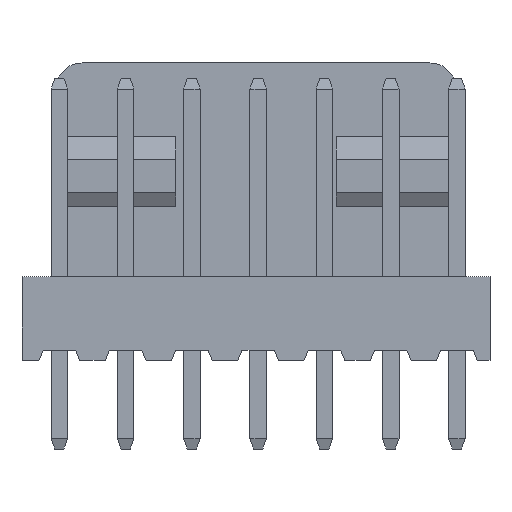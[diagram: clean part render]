
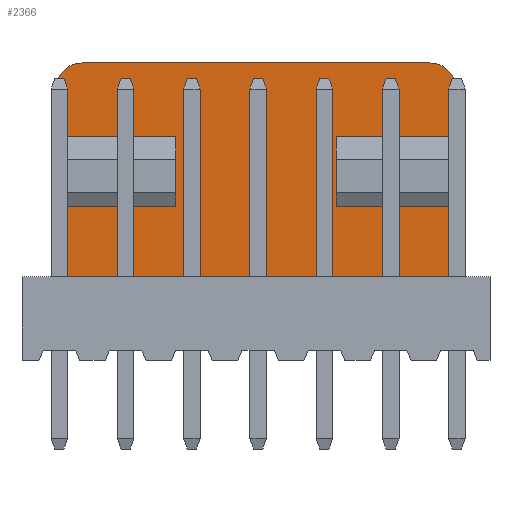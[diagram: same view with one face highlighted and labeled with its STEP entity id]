
A CAD part, top view. The second image highlights one B-rep face of the part: STEP entity #2366.
In plain terms, the highlighted planar face has unit normal (0, 0, 1).
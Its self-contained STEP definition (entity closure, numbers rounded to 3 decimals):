
#425 = CARTESIAN_POINT ( 'NONE',  ( 34.343, 52.751, -4.64 ) ) ;
#426 = DIRECTION ( 'NONE',  ( 0., 0., 1. ) ) ;
#427 = DIRECTION ( 'NONE',  ( 1., 0., 0. ) ) ;
#462 = CARTESIAN_POINT ( 'NONE',  ( 18.703, 48.254, -4.64 ) ) ;
#464 = DIRECTION ( 'NONE',  ( 1., 0., 0. ) ) ;
#484 = CARTESIAN_POINT ( 'NONE',  ( 18.703, 50.926, -4.64 ) ) ;
#485 = DIRECTION ( 'NONE',  ( 1., 0., 0. ) ) ;
#496 = CARTESIAN_POINT ( 'NONE',  ( 18.703, 48.254, -4.64 ) ) ;
#498 = DIRECTION ( 'NONE',  ( 1., 0., 0. ) ) ;
#500 = CARTESIAN_POINT ( 'NONE',  ( 18.703, 53.751, -4.64 ) ) ;
#503 = DIRECTION ( 'NONE',  ( 0., 1., 0. ) ) ;
#509 = CARTESIAN_POINT ( 'NONE',  ( 20.003, 53.751, -4.64 ) ) ;
#511 = DIRECTION ( 'NONE',  ( 1., 0., 0. ) ) ;
#512 = CARTESIAN_POINT ( 'NONE',  ( 18.703, 50.926, -4.64 ) ) ;
#513 = DIRECTION ( 'NONE',  ( 1., 0., 0. ) ) ;
#520 = CARTESIAN_POINT ( 'NONE',  ( 21.003, 52.751, -4.64 ) ) ;
#521 = DIRECTION ( 'NONE',  ( 0., 0., 1. ) ) ;
#522 = DIRECTION ( 'NONE',  ( 1., 0., 0. ) ) ;
#523 = CARTESIAN_POINT ( 'NONE',  ( 24.603, 39.377, -4.64 ) ) ;
#524 = DIRECTION ( 'NONE',  ( 0., 1., 0. ) ) ;
#531 = CARTESIAN_POINT ( 'NONE',  ( 35.343, 48.254, -4.64 ) ) ;
#532 = DIRECTION ( 'NONE',  ( 0., -1., 0. ) ) ;
#543 = CARTESIAN_POINT ( 'NONE',  ( 18.703, 45.547, -4.64 ) ) ;
#544 = DIRECTION ( 'NONE',  ( 1., 0., 0. ) ) ;
#547 = CARTESIAN_POINT ( 'NONE',  ( 20.003, 48.254, -4.64 ) ) ;
#548 = DIRECTION ( 'NONE',  ( 0., 1., 0. ) ) ;
#557 = CARTESIAN_POINT ( 'NONE',  ( 35.343, 53.751, -4.64 ) ) ;
#558 = DIRECTION ( 'NONE',  ( 0., -1., 0. ) ) ;
#559 = CARTESIAN_POINT ( 'NONE',  ( 30.743, 39.377, -4.64 ) ) ;
#560 = DIRECTION ( 'NONE',  ( 0., 1., 0. ) ) ;
#1036 = CARTESIAN_POINT ( 'NONE',  ( 34.343, 53.751, -4.64 ) ) ;
#1041 = LINE ( 'NONE', #484, #1042 ) ;
#1042 = VECTOR ( 'NONE', #485, 1000. ) ;
#1051 = LINE ( 'NONE', #496, #1054 ) ;
#1054 = VECTOR ( 'NONE', #498, 1000. ) ;
#1060 = LINE ( 'NONE', #500, #1069 ) ;
#1068 = LINE ( 'NONE', #512, #1071 ) ;
#1069 = VECTOR ( 'NONE', #511, 1000. ) ;
#1071 = VECTOR ( 'NONE', #513, 1000. ) ;
#1074 = CIRCLE ( 'NONE', #1460, 1. ) ;
#1076 = LINE ( 'NONE', #509, #1078 ) ;
#1077 = LINE ( 'NONE', #523, #1080 ) ;
#1078 = VECTOR ( 'NONE', #503, 1000. ) ;
#1080 = VECTOR ( 'NONE', #524, 1000. ) ;
#1085 = LINE ( 'NONE', #531, #1088 ) ;
#1088 = VECTOR ( 'NONE', #532, 1000. ) ;
#1097 = LINE ( 'NONE', #543, #1100 ) ;
#1100 = VECTOR ( 'NONE', #544, 1000. ) ;
#1101 = LINE ( 'NONE', #547, #1104 ) ;
#1104 = VECTOR ( 'NONE', #548, 1000. ) ;
#1111 = LINE ( 'NONE', #557, #1114 ) ;
#1113 = LINE ( 'NONE', #559, #1116 ) ;
#1114 = VECTOR ( 'NONE', #558, 1000. ) ;
#1116 = VECTOR ( 'NONE', #560, 1000. ) ;
#1459 = AXIS2_PLACEMENT_3D ( 'NONE', #425, #426, #427 ) ;
#1460 = AXIS2_PLACEMENT_3D ( 'NONE', #520, #521, #522 ) ;
#1627 = FACE_OUTER_BOUND ( 'NONE', #3298, .T. ) ;
#2076 = CIRCLE ( 'NONE', #1459, 1. ) ;
#2123 = LINE ( 'NONE', #462, #2126 ) ;
#2126 = VECTOR ( 'NONE', #464, 1000. ) ;
#2167 = ORIENTED_EDGE ( 'NONE', *, *, #2759, .T. ) ;
#2171 = ORIENTED_EDGE ( 'NONE', *, *, #2795, .F. ) ;
#2172 = ORIENTED_EDGE ( 'NONE', *, *, #2826, .T. ) ;
#2173 = ORIENTED_EDGE ( 'NONE', *, *, #2803, .T. ) ;
#2174 = ORIENTED_EDGE ( 'NONE', *, *, #2825, .F. ) ;
#2175 = ORIENTED_EDGE ( 'NONE', *, *, #2778, .F. ) ;
#2176 = ORIENTED_EDGE ( 'NONE', *, *, #2820, .F. ) ;
#2177 = ORIENTED_EDGE ( 'NONE', *, *, #2818, .T. ) ;
#2178 = ORIENTED_EDGE ( 'NONE', *, *, #2812, .F. ) ;
#2179 = ORIENTED_EDGE ( 'NONE', *, *, #2806, .T. ) ;
#2180 = ORIENTED_EDGE ( 'NONE', *, *, #2807, .F. ) ;
#2181 = ORIENTED_EDGE ( 'NONE', *, *, #2789, .T. ) ;
#2182 = ORIENTED_EDGE ( 'NONE', *, *, #2808, .F. ) ;
#2186 = ORIENTED_EDGE ( 'NONE', *, *, #2802, .F. ) ;
#2366 = ADVANCED_FACE ( 'NONE', ( #1627 ), #4804, .T. ) ;
#2759 = EDGE_CURVE ( 'NONE', #4006, #3975, #2076, .T. ) ;
#2778 = EDGE_CURVE ( 'NONE', #4010, #4058, #2123, .T. ) ;
#2789 = EDGE_CURVE ( 'NONE', #4023, #3982, #1041, .T. ) ;
#2795 = EDGE_CURVE ( 'NONE', #4003, #4001, #1051, .T. ) ;
#2802 = EDGE_CURVE ( 'NONE', #4054, #3975, #1060, .T. ) ;
#2803 = EDGE_CURVE ( 'NONE', #3989, #3983, #1068, .T. ) ;
#2806 = EDGE_CURVE ( 'NONE', #4054, #4070, #1074, .T. ) ;
#2807 = EDGE_CURVE ( 'NONE', #4023, #4070, #1076, .T. ) ;
#2808 = EDGE_CURVE ( 'NONE', #4058, #3982, #1077, .T. ) ;
#2812 = EDGE_CURVE ( 'NONE', #4001, #4062, #1085, .T. ) ;
#2818 = EDGE_CURVE ( 'NONE', #4012, #4062, #1097, .T. ) ;
#2820 = EDGE_CURVE ( 'NONE', #4012, #4010, #1101, .T. ) ;
#2825 = EDGE_CURVE ( 'NONE', #4006, #3983, #1111, .T. ) ;
#2826 = EDGE_CURVE ( 'NONE', #4003, #3989, #1113, .T. ) ;
#2926 = AXIS2_PLACEMENT_3D ( 'NONE', #4803, #4797, #4796 ) ;
#3298 = EDGE_LOOP ( 'NONE', ( #2186, #2179, #2180, #2181, #2182, #2175, #2176, #2177, #2178, #2171, #2172, #2173, #2174, #2167 ) ) ;
#3751 = CARTESIAN_POINT ( 'NONE',  ( 24.603, 50.926, -4.64 ) ) ;
#3752 = CARTESIAN_POINT ( 'NONE',  ( 35.343, 50.926, -4.64 ) ) ;
#3758 = CARTESIAN_POINT ( 'NONE',  ( 30.743, 50.926, -4.64 ) ) ;
#3770 = CARTESIAN_POINT ( 'NONE',  ( 35.343, 48.254, -4.64 ) ) ;
#3772 = CARTESIAN_POINT ( 'NONE',  ( 30.743, 48.254, -4.64 ) ) ;
#3775 = CARTESIAN_POINT ( 'NONE',  ( 35.343, 52.751, -4.64 ) ) ;
#3779 = CARTESIAN_POINT ( 'NONE',  ( 20.003, 48.254, -4.64 ) ) ;
#3781 = CARTESIAN_POINT ( 'NONE',  ( 20.003, 45.547, -4.64 ) ) ;
#3791 = CARTESIAN_POINT ( 'NONE',  ( 20.003, 50.926, -4.64 ) ) ;
#3824 = CARTESIAN_POINT ( 'NONE',  ( 21.003, 53.751, -4.64 ) ) ;
#3828 = CARTESIAN_POINT ( 'NONE',  ( 24.603, 48.254, -4.64 ) ) ;
#3833 = CARTESIAN_POINT ( 'NONE',  ( 35.343, 45.547, -4.64 ) ) ;
#3847 = CARTESIAN_POINT ( 'NONE',  ( 20.003, 52.751, -4.64 ) ) ;
#3975 = VERTEX_POINT ( 'NONE', #1036 ) ;
#3982 = VERTEX_POINT ( 'NONE', #3751 ) ;
#3983 = VERTEX_POINT ( 'NONE', #3752 ) ;
#3989 = VERTEX_POINT ( 'NONE', #3758 ) ;
#4001 = VERTEX_POINT ( 'NONE', #3770 ) ;
#4003 = VERTEX_POINT ( 'NONE', #3772 ) ;
#4006 = VERTEX_POINT ( 'NONE', #3775 ) ;
#4010 = VERTEX_POINT ( 'NONE', #3779 ) ;
#4012 = VERTEX_POINT ( 'NONE', #3781 ) ;
#4023 = VERTEX_POINT ( 'NONE', #3791 ) ;
#4054 = VERTEX_POINT ( 'NONE', #3824 ) ;
#4058 = VERTEX_POINT ( 'NONE', #3828 ) ;
#4062 = VERTEX_POINT ( 'NONE', #3833 ) ;
#4070 = VERTEX_POINT ( 'NONE', #3847 ) ;
#4796 = DIRECTION ( 'NONE',  ( 1., 0., 0. ) ) ;
#4797 = DIRECTION ( 'NONE',  ( 0., 0., 1. ) ) ;
#4803 = CARTESIAN_POINT ( 'NONE',  ( 18.703, 53.751, -4.64 ) ) ;
#4804 = PLANE ( 'NONE',  #2926 ) ;
